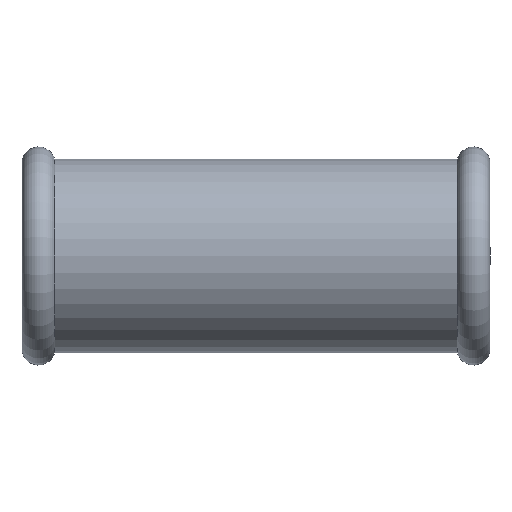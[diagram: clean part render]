
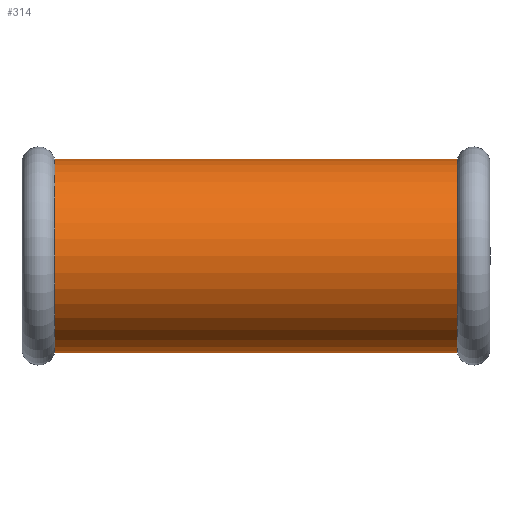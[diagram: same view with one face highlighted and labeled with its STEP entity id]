
A CAD part, front view. The second image highlights one B-rep face of the part: STEP entity #314.
In plain terms, the highlighted cylindrical face has radius 28.75 mm (diameter 57.5 mm), a full revolution.
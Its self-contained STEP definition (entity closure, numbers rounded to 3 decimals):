
#24=LINE('',#613,#32);
#32=VECTOR('',#512,28.75);
#38=CYLINDRICAL_SURFACE('',#390,28.75);
#52=FACE_OUTER_BOUND('',#66,.T.);
#66=EDGE_LOOP('',(#287,#288,#289,#290,#291,#292,#293,#294));
#70=CIRCLE('',#339,28.75);
#71=CIRCLE('',#340,28.75);
#72=CIRCLE('',#341,28.75);
#87=CIRCLE('',#360,28.75);
#88=CIRCLE('',#361,28.75);
#89=CIRCLE('',#362,28.75);
#112=VERTEX_POINT('',#520);
#113=VERTEX_POINT('',#522);
#114=VERTEX_POINT('',#524);
#127=VERTEX_POINT('',#558);
#128=VERTEX_POINT('',#560);
#129=VERTEX_POINT('',#562);
#148=EDGE_CURVE('',#112,#113,#70,.T.);
#149=EDGE_CURVE('',#113,#114,#71,.T.);
#150=EDGE_CURVE('',#114,#112,#72,.T.);
#167=EDGE_CURVE('',#128,#127,#87,.T.);
#168=EDGE_CURVE('',#129,#128,#88,.T.);
#169=EDGE_CURVE('',#127,#129,#89,.T.);
#194=EDGE_CURVE('',#114,#128,#24,.T.);
#287=ORIENTED_EDGE('',*,*,#149,.F.);
#288=ORIENTED_EDGE('',*,*,#148,.F.);
#289=ORIENTED_EDGE('',*,*,#150,.F.);
#290=ORIENTED_EDGE('',*,*,#194,.T.);
#291=ORIENTED_EDGE('',*,*,#167,.T.);
#292=ORIENTED_EDGE('',*,*,#169,.T.);
#293=ORIENTED_EDGE('',*,*,#168,.T.);
#294=ORIENTED_EDGE('',*,*,#194,.F.);
#314=ADVANCED_FACE('',(#52),#38,.T.);
#339=AXIS2_PLACEMENT_3D('',#523,#401,#402);
#340=AXIS2_PLACEMENT_3D('',#525,#403,#404);
#341=AXIS2_PLACEMENT_3D('',#526,#405,#406);
#360=AXIS2_PLACEMENT_3D('',#561,#445,#446);
#361=AXIS2_PLACEMENT_3D('',#563,#447,#448);
#362=AXIS2_PLACEMENT_3D('',#564,#449,#450);
#390=AXIS2_PLACEMENT_3D('',#612,#510,#511);
#401=DIRECTION('center_axis',(1.,0.,0.));
#402=DIRECTION('ref_axis',(0.,1.,0.));
#403=DIRECTION('center_axis',(1.,0.,0.));
#404=DIRECTION('ref_axis',(0.,1.,0.));
#405=DIRECTION('center_axis',(1.,0.,0.));
#406=DIRECTION('ref_axis',(0.,1.,0.));
#445=DIRECTION('center_axis',(1.,0.,0.));
#446=DIRECTION('ref_axis',(0.,1.,0.));
#447=DIRECTION('center_axis',(1.,0.,0.));
#448=DIRECTION('ref_axis',(0.,1.,0.));
#449=DIRECTION('center_axis',(1.,0.,0.));
#450=DIRECTION('ref_axis',(0.,1.,0.));
#510=DIRECTION('center_axis',(1.,0.,0.));
#511=DIRECTION('ref_axis',(0.,1.,0.));
#512=DIRECTION('',(-1.,0.,0.));
#520=CARTESIAN_POINT('',(-9.693,0.,-28.75));
#522=CARTESIAN_POINT('',(-9.693,28.75,0.));
#523=CARTESIAN_POINT('Origin',(-9.693,0.,0.));
#524=CARTESIAN_POINT('',(-9.693,-28.75,0.));
#525=CARTESIAN_POINT('Origin',(-9.693,0.,0.));
#526=CARTESIAN_POINT('Origin',(-9.693,0.,0.));
#558=CARTESIAN_POINT('',(-129.307,0.,-28.75));
#560=CARTESIAN_POINT('',(-129.307,-28.75,0.));
#561=CARTESIAN_POINT('Origin',(-129.307,0.,0.));
#562=CARTESIAN_POINT('',(-129.307,28.75,0.));
#563=CARTESIAN_POINT('Origin',(-129.307,0.,0.));
#564=CARTESIAN_POINT('Origin',(-129.307,0.,0.));
#612=CARTESIAN_POINT('Origin',(-39.597,0.,0.));
#613=CARTESIAN_POINT('',(-39.597,-28.75,0.));
